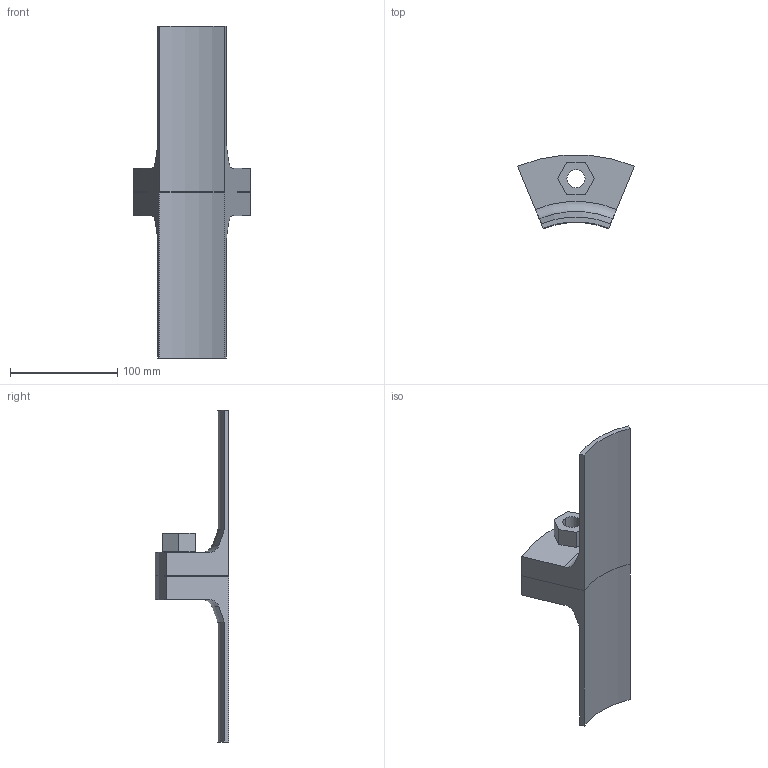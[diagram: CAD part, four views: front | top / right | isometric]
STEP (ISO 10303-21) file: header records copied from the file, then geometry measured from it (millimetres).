
FILE_DESCRIPTION(('STEP AP214'),'1');
FILE_NAME('tmp0.step','2024-04-11T19:37:31',(' '),(' '),'Spatial InterOp 3D',' ',' ');
FILE_SCHEMA(('AUTOMOTIVE_DESIGN { 1 0 10303 214 1 1 1 1 }'));
Length unit declared in the file: millimetre
Products named in the file (1): 5
Bounding box: 109.06 x 68.47 x 310 mm (x, y, z)
Volume: 323869.3 mm3; surface area: 76555.7 mm2
Topology: 3 solids, 3 shells, 43 faces, 108 edges, 72 vertices
Faces by surface type: cylinder 20, plane 19, torus 2, cone 2
Entity records: 1371 total; most frequent: DIRECTION 248, CARTESIAN_POINT 226, ORIENTED_EDGE 216, EDGE_CURVE 108, AXIS2_PLACEMENT_3D 94, VERTEX_POINT 72, LINE 60, VECTOR 60
